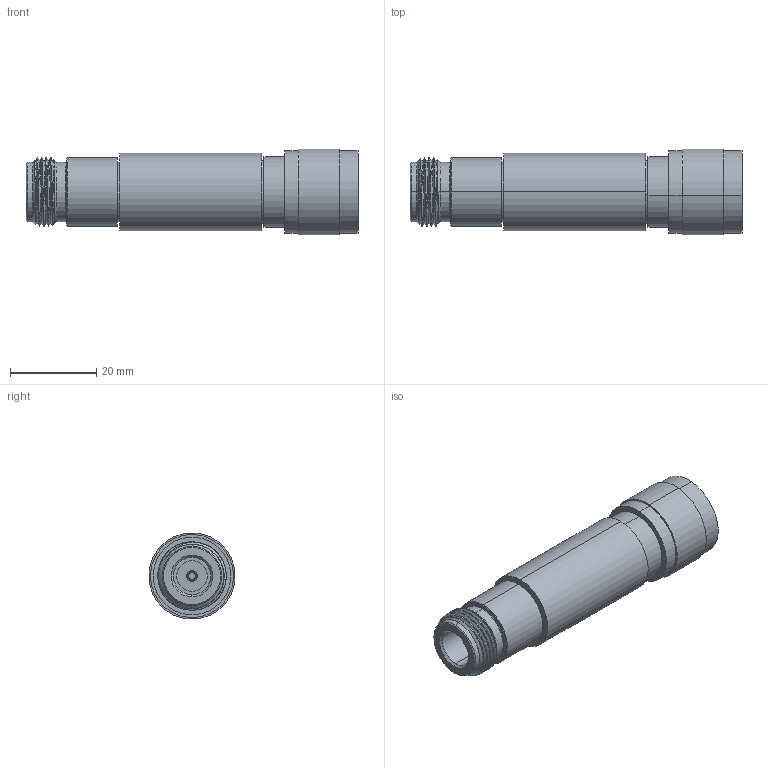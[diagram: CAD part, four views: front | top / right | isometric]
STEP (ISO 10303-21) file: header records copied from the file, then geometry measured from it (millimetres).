
FILE_DESCRIPTION (( 'STEP AP214' ), '1' );
FILE_NAME ('FMAT7461-30_3D.step', '2023-02-01T19:11:13', ( '' ), ( '' ), 'SwSTEP 2.0', 'SolidWorks 2022', '' );
FILE_SCHEMA (( 'AUTOMOTIVE_DESIGN' ));
Length unit declared in the file: inch
Products named in the file (4): N MALE_TS5G-A; TS5G-A; FMAT7461-30_3D; N FEMALE_TS5G-A
Assembly tree (3 placements, depth 2):
  FMAT7461-30_3D
    TS5G-A
    N FEMALE_TS5G-A
    N MALE_TS5G-A
Bounding box: 77 x 19.95 x 19.95 mm (x, y, z)
Volume: 16268.4 mm3; surface area: 7549.5 mm2
Topology: 3 solids, 3 shells, 167 faces, 365 edges, 219 vertices
Faces by surface type: cylinder 74, cone 55, plane 33, bspline 3, torus 2
Entity records: 6723 total; most frequent: CARTESIAN_POINT 2891, DIRECTION 790, ORIENTED_EDGE 730, EDGE_CURVE 365, AXIS2_PLACEMENT_3D 327, VERTEX_POINT 219, EDGE_LOOP 182, FACE_OUTER_BOUND 167
